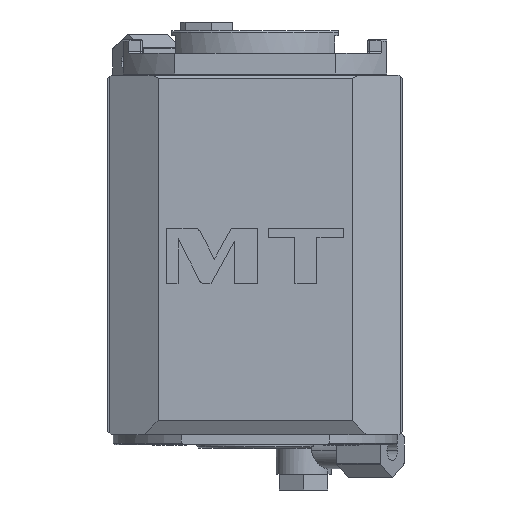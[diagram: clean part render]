
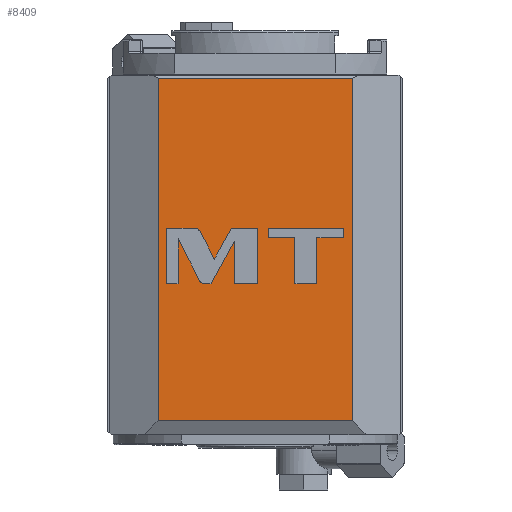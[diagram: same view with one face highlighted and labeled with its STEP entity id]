
A CAD part, left-side view. The second image highlights one B-rep face of the part: STEP entity #8409.
In plain terms, the highlighted planar face has unit normal (-1, 0, 0).
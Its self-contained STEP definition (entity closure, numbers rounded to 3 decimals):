
#986=DIRECTION('',(0.,1.,0.));
#987=VECTOR('',#986,56.);
#988=CARTESIAN_POINT('',(-109.,-28.,51.2));
#989=LINE('',#988,#987);
#990=DIRECTION('',(0.,0.,1.));
#991=VECTOR('',#990,98.7);
#992=CARTESIAN_POINT('',(-109.,-28.,-47.5));
#993=LINE('',#992,#991);
#994=DIRECTION('',(0.,-1.,0.));
#995=VECTOR('',#994,56.);
#996=CARTESIAN_POINT('',(-109.,28.,-47.5));
#997=LINE('',#996,#995);
#998=DIRECTION('',(0.,0.,1.));
#999=VECTOR('',#998,98.7);
#1000=CARTESIAN_POINT('',(-109.,28.,-47.5));
#1001=LINE('',#1000,#999);
#1002=CARTESIAN_POINT('',(-109.,15.816,6.958));
#1003=CARTESIAN_POINT('',(-109.,16.148,7.601));
#1004=CARTESIAN_POINT('',(-109.,16.804,8.));
#1005=CARTESIAN_POINT('',(-109.,17.528,8.));
#1007=DIRECTION('',(0.,1.,0.));
#1008=VECTOR('',#1007,8.043);
#1009=CARTESIAN_POINT('',(-109.,17.528,8.));
#1010=LINE('',#1009,#1008);
#1011=DIRECTION('',(0.,0.,-1.));
#1012=VECTOR('',#1011,16.);
#1013=CARTESIAN_POINT('',(-109.,25.571,8.));
#1014=LINE('',#1013,#1012);
#1015=DIRECTION('',(0.,-1.,0.));
#1016=VECTOR('',#1015,3.328);
#1017=CARTESIAN_POINT('',(-109.,25.571,-8.));
#1018=LINE('',#1017,#1016);
#1019=DIRECTION('',(0.,0.,1.));
#1020=VECTOR('',#1019,12.962);
#1021=CARTESIAN_POINT('',(-109.,22.243,-8.));
#1022=LINE('',#1021,#1020);
#1023=DIRECTION('',(0.,-0.459,-0.888));
#1024=VECTOR('',#1023,13.419);
#1025=CARTESIAN_POINT('',(-109.,22.243,4.962));
#1026=LINE('',#1025,#1024);
#1027=CARTESIAN_POINT('',(-109.,16.08,-6.958));
#1028=CARTESIAN_POINT('',(-109.,15.747,-7.601));
#1029=CARTESIAN_POINT('',(-109.,15.091,-8.));
#1030=CARTESIAN_POINT('',(-109.,14.367,-8.));
#1032=DIRECTION('',(0.,-1.,0.));
#1033=VECTOR('',#1032,1.669);
#1034=CARTESIAN_POINT('',(-109.,14.367,-8.));
#1035=LINE('',#1034,#1033);
#1036=DIRECTION('',(0.,-0.481,0.877));
#1037=VECTOR('',#1036,13.883);
#1038=CARTESIAN_POINT('',(-109.,12.698,-8.));
#1039=LINE('',#1038,#1037);
#1040=DIRECTION('',(0.,0.,-1.));
#1041=VECTOR('',#1040,12.17);
#1042=CARTESIAN_POINT('',(-109.,6.018,4.17));
#1043=LINE('',#1042,#1041);
#1044=DIRECTION('',(0.,-1.,0.));
#1045=VECTOR('',#1044,6.733);
#1046=CARTESIAN_POINT('',(-109.,6.018,-8.));
#1047=LINE('',#1046,#1045);
#1048=DIRECTION('',(0.,0.,1.));
#1049=VECTOR('',#1048,16.);
#1050=CARTESIAN_POINT('',(-109.,-0.715,-8.));
#1051=LINE('',#1050,#1049);
#1052=DIRECTION('',(0.,1.,0.));
#1053=VECTOR('',#1052,7.59);
#1054=CARTESIAN_POINT('',(-109.,-0.715,8.));
#1055=LINE('',#1054,#1053);
#1056=DIRECTION('',(0.,0.481,-0.877));
#1057=VECTOR('',#1056,10.144);
#1058=CARTESIAN_POINT('',(-109.,6.875,8.));
#1059=LINE('',#1058,#1057);
#1060=DIRECTION('',(0.,0.459,0.888));
#1061=VECTOR('',#1060,8.838);
#1062=CARTESIAN_POINT('',(-109.,11.756,-0.893));
#1063=LINE('',#1062,#1061);
#1064=DIRECTION('',(0.,0.,-1.));
#1065=VECTOR('',#1064,13.275);
#1066=CARTESIAN_POINT('',(-109.,-11.475,5.275));
#1067=LINE('',#1066,#1065);
#1068=DIRECTION('',(0.,-1.,0.));
#1069=VECTOR('',#1068,6.337);
#1070=CARTESIAN_POINT('',(-109.,-11.475,-8.));
#1071=LINE('',#1070,#1069);
#1072=DIRECTION('',(0.,0.,1.));
#1073=VECTOR('',#1072,13.275);
#1074=CARTESIAN_POINT('',(-109.,-17.812,-8.));
#1075=LINE('',#1074,#1073);
#1076=DIRECTION('',(0.,-1.,0.));
#1077=VECTOR('',#1076,7.757);
#1078=CARTESIAN_POINT('',(-109.,-17.812,5.275));
#1079=LINE('',#1078,#1077);
#1080=DIRECTION('',(0.,0.,1.));
#1081=VECTOR('',#1080,2.725);
#1082=CARTESIAN_POINT('',(-109.,-25.569,5.275));
#1083=LINE('',#1082,#1081);
#1084=DIRECTION('',(0.,1.,0.));
#1085=VECTOR('',#1084,21.851);
#1086=CARTESIAN_POINT('',(-109.,-25.569,8.));
#1087=LINE('',#1086,#1085);
#1088=DIRECTION('',(0.,0.,-1.));
#1089=VECTOR('',#1088,2.725);
#1090=CARTESIAN_POINT('',(-109.,-3.718,8.));
#1091=LINE('',#1090,#1089);
#1092=DIRECTION('',(0.,-1.,0.));
#1093=VECTOR('',#1092,7.757);
#1094=CARTESIAN_POINT('',(-109.,-3.718,5.275));
#1095=LINE('',#1094,#1093);
#6085=CARTESIAN_POINT('',(-109.,-28.,-47.5));
#6087=VERTEX_POINT('',#6085);
#6091=CARTESIAN_POINT('',(-109.,28.,-47.5));
#6092=VERTEX_POINT('',#6091);
#6097=CARTESIAN_POINT('',(-109.,-28.,51.2));
#6098=VERTEX_POINT('',#6097);
#6099=CARTESIAN_POINT('',(-109.,28.,51.2));
#6100=VERTEX_POINT('',#6099);
#7235=CARTESIAN_POINT('',(-109.,15.816,6.958));
#7236=VERTEX_POINT('',#7235);
#7237=CARTESIAN_POINT('',(-109.,17.528,8.));
#7238=VERTEX_POINT('',#7237);
#7239=CARTESIAN_POINT('',(-109.,25.571,8.));
#7240=VERTEX_POINT('',#7239);
#7241=CARTESIAN_POINT('',(-109.,25.571,-8.));
#7242=VERTEX_POINT('',#7241);
#7243=CARTESIAN_POINT('',(-109.,22.243,-8.));
#7244=VERTEX_POINT('',#7243);
#7245=CARTESIAN_POINT('',(-109.,22.243,4.962));
#7246=VERTEX_POINT('',#7245);
#7247=CARTESIAN_POINT('',(-109.,16.08,-6.958));
#7248=VERTEX_POINT('',#7247);
#7249=CARTESIAN_POINT('',(-109.,14.367,-8.));
#7250=VERTEX_POINT('',#7249);
#7251=CARTESIAN_POINT('',(-109.,12.698,-8.));
#7252=VERTEX_POINT('',#7251);
#7253=CARTESIAN_POINT('',(-109.,6.018,4.17));
#7254=VERTEX_POINT('',#7253);
#7255=CARTESIAN_POINT('',(-109.,6.018,-8.));
#7256=VERTEX_POINT('',#7255);
#7257=CARTESIAN_POINT('',(-109.,-0.715,-8.));
#7258=VERTEX_POINT('',#7257);
#7259=CARTESIAN_POINT('',(-109.,-0.715,8.));
#7260=VERTEX_POINT('',#7259);
#7261=CARTESIAN_POINT('',(-109.,6.875,8.));
#7262=VERTEX_POINT('',#7261);
#7263=CARTESIAN_POINT('',(-109.,11.756,-0.893));
#7264=VERTEX_POINT('',#7263);
#7265=CARTESIAN_POINT('',(-109.,-11.475,5.275));
#7266=VERTEX_POINT('',#7265);
#7267=CARTESIAN_POINT('',(-109.,-11.475,-8.));
#7268=VERTEX_POINT('',#7267);
#7269=CARTESIAN_POINT('',(-109.,-17.812,-8.));
#7270=VERTEX_POINT('',#7269);
#7271=CARTESIAN_POINT('',(-109.,-17.812,5.275));
#7272=VERTEX_POINT('',#7271);
#7273=CARTESIAN_POINT('',(-109.,-25.569,5.275));
#7274=VERTEX_POINT('',#7273);
#7275=CARTESIAN_POINT('',(-109.,-25.569,8.));
#7276=VERTEX_POINT('',#7275);
#7277=CARTESIAN_POINT('',(-109.,-3.718,8.));
#7278=VERTEX_POINT('',#7277);
#7279=CARTESIAN_POINT('',(-109.,-3.718,5.275));
#7280=VERTEX_POINT('',#7279);
#8348=CARTESIAN_POINT('',(-109.,0.,0.));
#8349=DIRECTION('',(1.,0.,0.));
#8350=DIRECTION('',(0.,1.,0.));
#8351=AXIS2_PLACEMENT_3D('',#8348,#8349,#8350);
#8352=PLANE('',#8351);
#8353=ORIENTED_EDGE('',*,*,#8298,.F.);
#8354=ORIENTED_EDGE('',*,*,#8318,.F.);
#8355=ORIENTED_EDGE('',*,*,#8343,.F.);
#8356=ORIENTED_EDGE('',*,*,#8277,.T.);
#8357=EDGE_LOOP('',(#8353,#8354,#8355,#8356));
#8358=FACE_OUTER_BOUND('',#8357,.F.);
#8360=ORIENTED_EDGE('',*,*,#8359,.T.);
#8362=ORIENTED_EDGE('',*,*,#8361,.T.);
#8364=ORIENTED_EDGE('',*,*,#8363,.T.);
#8366=ORIENTED_EDGE('',*,*,#8365,.T.);
#8368=ORIENTED_EDGE('',*,*,#8367,.T.);
#8370=ORIENTED_EDGE('',*,*,#8369,.T.);
#8372=ORIENTED_EDGE('',*,*,#8371,.T.);
#8374=ORIENTED_EDGE('',*,*,#8373,.T.);
#8376=ORIENTED_EDGE('',*,*,#8375,.T.);
#8378=ORIENTED_EDGE('',*,*,#8377,.T.);
#8380=ORIENTED_EDGE('',*,*,#8379,.T.);
#8382=ORIENTED_EDGE('',*,*,#8381,.T.);
#8384=ORIENTED_EDGE('',*,*,#8383,.T.);
#8386=ORIENTED_EDGE('',*,*,#8385,.T.);
#8388=ORIENTED_EDGE('',*,*,#8387,.T.);
#8389=EDGE_LOOP('',(#8360,#8362,#8364,#8366,#8368,#8370,#8372,#8374,#8376,#8378,
#8380,#8382,#8384,#8386,#8388));
#8390=FACE_BOUND('',#8389,.F.);
#8392=ORIENTED_EDGE('',*,*,#8391,.T.);
#8394=ORIENTED_EDGE('',*,*,#8393,.T.);
#8396=ORIENTED_EDGE('',*,*,#8395,.T.);
#8398=ORIENTED_EDGE('',*,*,#8397,.T.);
#8400=ORIENTED_EDGE('',*,*,#8399,.T.);
#8402=ORIENTED_EDGE('',*,*,#8401,.T.);
#8404=ORIENTED_EDGE('',*,*,#8403,.T.);
#8406=ORIENTED_EDGE('',*,*,#8405,.T.);
#8407=EDGE_LOOP('',(#8392,#8394,#8396,#8398,#8400,#8402,#8404,#8406));
#8408=FACE_BOUND('',#8407,.F.);
#8409=ADVANCED_FACE('',(#8358,#8390,#8408),#8352,.F.);
#1006=B_SPLINE_CURVE_WITH_KNOTS('',3,(#1002,#1003,#1004,#1005),.UNSPECIFIED.,
.F.,.F.,(4,4),(0.,1.),.UNSPECIFIED.);
#1031=B_SPLINE_CURVE_WITH_KNOTS('',3,(#1027,#1028,#1029,#1030),.UNSPECIFIED.,
.F.,.F.,(4,4),(0.,1.),.UNSPECIFIED.);
#8277=EDGE_CURVE('',#6092,#6100,#1001,.T.);
#8298=EDGE_CURVE('',#6098,#6100,#989,.T.);
#8318=EDGE_CURVE('',#6087,#6098,#993,.T.);
#8343=EDGE_CURVE('',#6092,#6087,#997,.T.);
#8359=EDGE_CURVE('',#7236,#7238,#1006,.T.);
#8361=EDGE_CURVE('',#7238,#7240,#1010,.T.);
#8363=EDGE_CURVE('',#7240,#7242,#1014,.T.);
#8365=EDGE_CURVE('',#7242,#7244,#1018,.T.);
#8367=EDGE_CURVE('',#7244,#7246,#1022,.T.);
#8369=EDGE_CURVE('',#7246,#7248,#1026,.T.);
#8371=EDGE_CURVE('',#7248,#7250,#1031,.T.);
#8373=EDGE_CURVE('',#7250,#7252,#1035,.T.);
#8375=EDGE_CURVE('',#7252,#7254,#1039,.T.);
#8377=EDGE_CURVE('',#7254,#7256,#1043,.T.);
#8379=EDGE_CURVE('',#7256,#7258,#1047,.T.);
#8381=EDGE_CURVE('',#7258,#7260,#1051,.T.);
#8383=EDGE_CURVE('',#7260,#7262,#1055,.T.);
#8385=EDGE_CURVE('',#7262,#7264,#1059,.T.);
#8387=EDGE_CURVE('',#7264,#7236,#1063,.T.);
#8391=EDGE_CURVE('',#7266,#7268,#1067,.T.);
#8393=EDGE_CURVE('',#7268,#7270,#1071,.T.);
#8395=EDGE_CURVE('',#7270,#7272,#1075,.T.);
#8397=EDGE_CURVE('',#7272,#7274,#1079,.T.);
#8399=EDGE_CURVE('',#7274,#7276,#1083,.T.);
#8401=EDGE_CURVE('',#7276,#7278,#1087,.T.);
#8403=EDGE_CURVE('',#7278,#7280,#1091,.T.);
#8405=EDGE_CURVE('',#7280,#7266,#1095,.T.);
